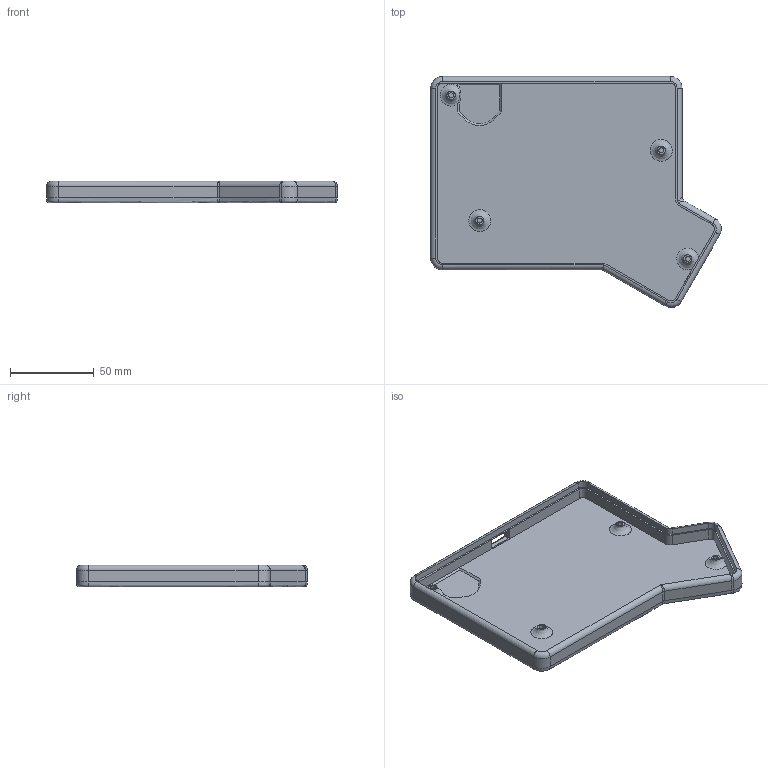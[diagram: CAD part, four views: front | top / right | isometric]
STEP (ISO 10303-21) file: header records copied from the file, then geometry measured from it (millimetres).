
FILE_DESCRIPTION(/* description */ ('STEP AP214'),/* implementation_level */ '2;1');
FILE_NAME(/* name */ '602c240964c515116cf2d26a',/* time_stamp */ '2021-02-16T19:59:06+00:00',/* author */ (''),/* organization */ (''),/* preprocessor_version */ 'ST-DEVELOPER v18.1',/* originating_system */ ' ',/* authorisation */ ' ');
FILE_SCHEMA (('AUTOMOTIVE_DESIGN {1 0 10303 214 3 1 1}'));
Length unit declared in the file: metre
Products named in the file (1): Bottom Left
Bounding box: 173.77 x 138.15 x 13 mm (x, y, z)
Volume: 57896.2 mm3; surface area: 49990.4 mm2
Topology: 1 solids, 1 shells, 120 faces, 288 edges, 174 vertices
Faces by surface type: plane 53, cylinder 37, bspline 24, torus 5, cone 1
Full cylindrical faces by diameter (mm): 3 x4
Entity records: 4417 total; most frequent: CARTESIAN_POINT 1859, ORIENTED_EDGE 552, DIRECTION 459, EDGE_CURVE 276, VERTEX_POINT 172, AXIS2_PLACEMENT_3D 159, LINE 141, VECTOR 141
